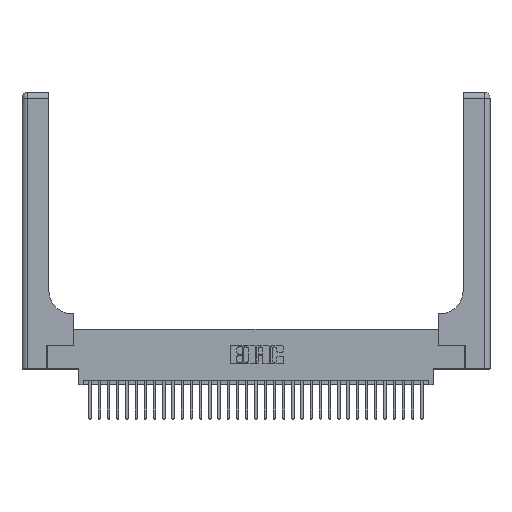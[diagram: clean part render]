
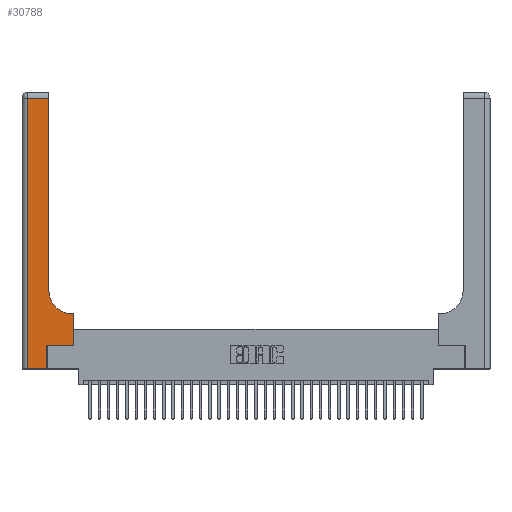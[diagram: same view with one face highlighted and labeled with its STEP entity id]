
A CAD part, top view. The second image highlights one B-rep face of the part: STEP entity #30788.
In plain terms, the highlighted planar face has unit normal (0, 0, 1).
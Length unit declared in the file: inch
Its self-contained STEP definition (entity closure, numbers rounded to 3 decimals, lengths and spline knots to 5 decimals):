
#197 = ORIENTED_EDGE ( 'NONE', *, *, #25735, .T. ) ;
#446 = CARTESIAN_POINT ( 'NONE',  ( 0.06, 3., 0.37 ) ) ;
#1237 = DIRECTION ( 'NONE',  ( 0., 0., -1. ) ) ;
#1788 = LINE ( 'NONE', #30434, #8159 ) ;
#2062 = DIRECTION ( 'NONE',  ( 1., 0., 0. ) ) ;
#2073 = VERTEX_POINT ( 'NONE', #5555 ) ;
#2113 = CARTESIAN_POINT ( 'NONE',  ( 0., 2.94, 0.37 ) ) ;
#2782 = DIRECTION ( 'NONE',  ( -1., 0., 0. ) ) ;
#2891 = CARTESIAN_POINT ( 'NONE',  ( 0.2915, 2.94, 0.37 ) ) ;
#3230 = ORIENTED_EDGE ( 'NONE', *, *, #29279, .T. ) ;
#3673 = ORIENTED_EDGE ( 'NONE', *, *, #20021, .T. ) ;
#3717 = LINE ( 'NONE', #22469, #24458 ) ;
#4562 = VERTEX_POINT ( 'NONE', #22117 ) ;
#4642 = EDGE_CURVE ( 'NONE', #6147, #28951, #3717, .T. ) ;
#4952 = CARTESIAN_POINT ( 'NONE',  ( 0.2915, 3., 0.37 ) ) ;
#5308 = CARTESIAN_POINT ( 'NONE',  ( 0.5415, 0.6, 0.37 ) ) ;
#5555 = CARTESIAN_POINT ( 'NONE',  ( 0.06, 0., 0.37 ) ) ;
#6147 = VERTEX_POINT ( 'NONE', #33021 ) ;
#6614 = EDGE_CURVE ( 'NONE', #4562, #2073, #32315, .T. ) ;
#7859 = ORIENTED_EDGE ( 'NONE', *, *, #27349, .T. ) ;
#7891 = VERTEX_POINT ( 'NONE', #2891 ) ;
#8159 = VECTOR ( 'NONE', #16970, 39.37008 ) ;
#8467 = VECTOR ( 'NONE', #2062, 39.37008 ) ;
#9331 = PLANE ( 'NONE',  #27894 ) ;
#10381 = CARTESIAN_POINT ( 'NONE',  ( 0.2915, 0.85, 0.37 ) ) ;
#10830 = ORIENTED_EDGE ( 'NONE', *, *, #6614, .T. ) ;
#11015 = VECTOR ( 'NONE', #17320, 39.37008 ) ;
#11910 = LINE ( 'NONE', #4952, #26288 ) ;
#12005 = EDGE_CURVE ( 'NONE', #7891, #4562, #27129, .T. ) ;
#12037 = EDGE_CURVE ( 'NONE', #18135, #7891, #11910, .T. ) ;
#12448 = VERTEX_POINT ( 'NONE', #22923 ) ;
#13041 = EDGE_CURVE ( 'NONE', #17371, #12448, #32540, .T. ) ;
#13613 = VECTOR ( 'NONE', #21043, 39.37008 ) ;
#14248 = ORIENTED_EDGE ( 'NONE', *, *, #4642, .T. ) ;
#14554 = CIRCLE ( 'NONE', #28028, 0.25 ) ;
#14791 = DIRECTION ( 'NONE',  ( 0., 0., -1. ) ) ;
#16970 = DIRECTION ( 'NONE',  ( 1., 0., 0. ) ) ;
#17295 = EDGE_LOOP ( 'NONE', ( #31928, #28145, #10830, #7859, #24787, #197, #14248, #3230, #3673 ) ) ;
#17320 = DIRECTION ( 'NONE',  ( 0., 1., 0. ) ) ;
#17371 = VERTEX_POINT ( 'NONE', #33584 ) ;
#17481 = CARTESIAN_POINT ( 'NONE',  ( 0., 3., 0.37 ) ) ;
#17708 = CARTESIAN_POINT ( 'NONE',  ( 0.5585, 0.6, 0.37 ) ) ;
#18012 = FACE_OUTER_BOUND ( 'NONE', #17295, .T. ) ;
#18135 = VERTEX_POINT ( 'NONE', #10381 ) ;
#18983 = CARTESIAN_POINT ( 'NONE',  ( 0.2915, 0.6, 0.37 ) ) ;
#19562 = VERTEX_POINT ( 'NONE', #5308 ) ;
#19728 = DIRECTION ( 'NONE',  ( 0., 1., 0. ) ) ;
#20021 = EDGE_CURVE ( 'NONE', #19562, #18135, #14554, .T. ) ;
#20191 = DIRECTION ( 'NONE',  ( -1., 0., 0. ) ) ;
#21043 = DIRECTION ( 'NONE',  ( -1., 0., 0. ) ) ;
#22117 = CARTESIAN_POINT ( 'NONE',  ( 0.06, 2.94, 0.37 ) ) ;
#22145 = DIRECTION ( 'NONE',  ( 0., -1., 0. ) ) ;
#22469 = CARTESIAN_POINT ( 'NONE',  ( 0.5585, 0.25, 0.37 ) ) ;
#22923 = CARTESIAN_POINT ( 'NONE',  ( 0.269, 0.25, 0.37 ) ) ;
#23900 = DIRECTION ( 'NONE',  ( 0., 1., 0. ) ) ;
#24303 = VECTOR ( 'NONE', #22145, 39.37008 ) ;
#24458 = VECTOR ( 'NONE', #19728, 39.37008 ) ;
#24787 = ORIENTED_EDGE ( 'NONE', *, *, #13041, .T. ) ;
#25735 = EDGE_CURVE ( 'NONE', #12448, #6147, #1788, .T. ) ;
#26288 = VECTOR ( 'NONE', #23900, 39.37008 ) ;
#27129 = LINE ( 'NONE', #2113, #13613 ) ;
#27349 = EDGE_CURVE ( 'NONE', #2073, #17371, #31735, .T. ) ;
#27894 = AXIS2_PLACEMENT_3D ( 'NONE', #17481, #1237, #20191 ) ;
#28028 = AXIS2_PLACEMENT_3D ( 'NONE', #30963, #14791, #33681 ) ;
#28145 = ORIENTED_EDGE ( 'NONE', *, *, #12005, .T. ) ;
#28951 = VERTEX_POINT ( 'NONE', #17708 ) ;
#29279 = EDGE_CURVE ( 'NONE', #28951, #19562, #35005, .T. ) ;
#29534 = VECTOR ( 'NONE', #2782, 39.37008 ) ;
#30434 = CARTESIAN_POINT ( 'NONE',  ( 0.269, 0.25, 0.37 ) ) ;
#30788 = ADVANCED_FACE ( 'NONE', ( #18012 ), #9331, .F. ) ;
#30899 = CARTESIAN_POINT ( 'NONE',  ( 0.269, 0., 0.37 ) ) ;
#30963 = CARTESIAN_POINT ( 'NONE',  ( 0.5415, 0.85, 0.37 ) ) ;
#31735 = LINE ( 'NONE', #34452, #8467 ) ;
#31928 = ORIENTED_EDGE ( 'NONE', *, *, #12037, .T. ) ;
#32315 = LINE ( 'NONE', #446, #24303 ) ;
#32540 = LINE ( 'NONE', #30899, #11015 ) ;
#33021 = CARTESIAN_POINT ( 'NONE',  ( 0.5585, 0.25, 0.37 ) ) ;
#33584 = CARTESIAN_POINT ( 'NONE',  ( 0.269, 0., 0.37 ) ) ;
#33681 = DIRECTION ( 'NONE',  ( 1., 0., 0. ) ) ;
#34452 = CARTESIAN_POINT ( 'NONE',  ( 0., 0., 0.37 ) ) ;
#35005 = LINE ( 'NONE', #18983, #29534 ) ;
